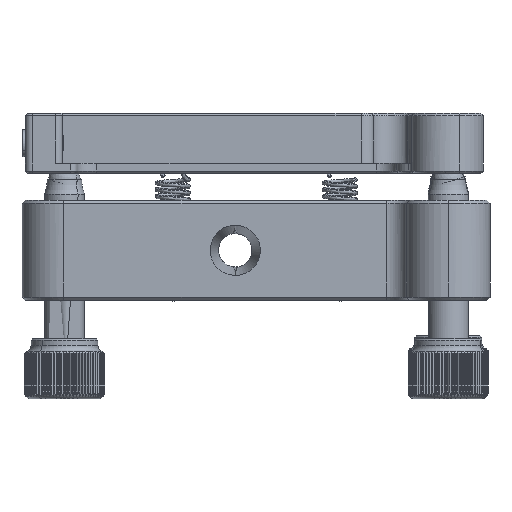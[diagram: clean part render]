
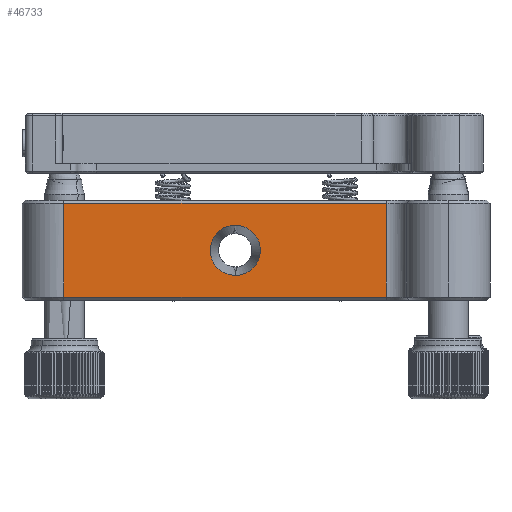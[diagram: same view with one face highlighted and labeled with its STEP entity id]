
A CAD part, left-side view. The second image highlights one B-rep face of the part: STEP entity #46733.
In plain terms, the highlighted planar face has unit normal (-1, 0, 0).
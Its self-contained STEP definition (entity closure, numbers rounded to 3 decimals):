
#570 = PLANE ( 'NONE',  #47247 ) ;
#886 = FACE_OUTER_BOUND ( 'NONE', #47725, .T. ) ;
#1796 = B_SPLINE_CURVE_WITH_KNOTS ( 'NONE', 3,
 ( #39795, #35668, #45829, #45203 ),
 .UNSPECIFIED., .F., .F.,
 ( 4, 4 ),
 ( 0., 1. ),
 .UNSPECIFIED. ) ;
#2499 = CARTESIAN_POINT ( 'NONE',  ( -12.5, 40.405, 4.501 ) ) ;
#2765 = CARTESIAN_POINT ( 'NONE',  ( -12.5, 63.75, 0.5 ) ) ;
#3076 = CARTESIAN_POINT ( 'NONE',  ( -12.5, 31.583, 0.5 ) ) ;
#3177 = CARTESIAN_POINT ( 'NONE',  ( -12.5, 38.1, 3.75 ) ) ;
#3488 = CARTESIAN_POINT ( 'NONE',  ( -12.5, 38.1, 11.25 ) ) ;
#3742 = CARTESIAN_POINT ( 'NONE',  ( -12.5, 41.752, 8.482 ) ) ;
#3806 = CARTESIAN_POINT ( 'NONE',  ( -12.5, 34.35, 7.009 ) ) ;
#4653 = ORIENTED_EDGE ( 'NONE', *, *, #54780, .F. ) ;
#5156 = EDGE_LOOP ( 'NONE', ( #27504, #45353 ) ) ;
#6464 = VERTEX_POINT ( 'NONE', #24154 ) ;
#7568 = CARTESIAN_POINT ( 'NONE',  ( -12.5, 47.667, 14.5 ) ) ;
#9512 = CARTESIAN_POINT ( 'NONE',  ( -12.5, 38.1, 3.75 ) ) ;
#9546 = CARTESIAN_POINT ( 'NONE',  ( -12.5, 36.211, 4.223 ) ) ;
#9979 = B_SPLINE_CURVE_WITH_KNOTS ( 'NONE', 3,
 ( #2765, #46614, #11718, #36462 ),
 .UNSPECIFIED., .F., .F.,
 ( 4, 4 ),
 ( 0., 1. ),
 .UNSPECIFIED. ) ;
#11176 = EDGE_CURVE ( 'NONE', #61610, #43028, #27691, .T. ) ;
#11410 = DIRECTION ( 'NONE',  ( 0., 1., 0. ) ) ;
#11718 = CARTESIAN_POINT ( 'NONE',  ( -12.5, 63.75, 9.833 ) ) ;
#12349 = CARTESIAN_POINT ( 'NONE',  ( -12.5, 63.75, 14.5 ) ) ;
#13064 = CARTESIAN_POINT ( 'NONE',  ( -12.5, 37.118, 11.152 ) ) ;
#13366 = CARTESIAN_POINT ( 'NONE',  ( -12.5, 34.823, 9.389 ) ) ;
#16479 = CARTESIAN_POINT ( 'NONE',  ( -12.5, 31.583, 14.5 ) ) ;
#17141 = CARTESIAN_POINT ( 'NONE',  ( -12.5, 41.099, 5.195 ) ) ;
#17203 = CARTESIAN_POINT ( 'NONE',  ( -12.5, 37.118, 3.848 ) ) ;
#17456 = CARTESIAN_POINT ( 'NONE',  ( -12.5, 41.752, 6.518 ) ) ;
#17831 = EDGE_CURVE ( 'NONE', #43028, #61610, #27938, .T. ) ;
#17884 = CARTESIAN_POINT ( 'NONE',  ( -12.5, 15.5, 14.5 ) ) ;
#18085 = CARTESIAN_POINT ( 'NONE',  ( -12.5, 41.377, 5.611 ) ) ;
#18160 = B_SPLINE_CURVE_WITH_KNOTS ( 'NONE', 3,
 ( #51710, #42460, #3076, #22199 ),
 .UNSPECIFIED., .F., .F.,
 ( 4, 4 ),
 ( 0., 1. ),
 .UNSPECIFIED. ) ;
#19859 = VERTEX_POINT ( 'NONE', #22390 ) ;
#20296 = FACE_BOUND ( 'NONE', #5156, .T. ) ;
#21762 = EDGE_CURVE ( 'NONE', #37666, #6464, #9979, .T. ) ;
#22199 = CARTESIAN_POINT ( 'NONE',  ( -12.5, 15.5, 0.5 ) ) ;
#22390 = CARTESIAN_POINT ( 'NONE',  ( -12.5, 15.5, 0.5 ) ) ;
#22599 = CARTESIAN_POINT ( 'NONE',  ( -12.5, 37.609, 3.75 ) ) ;
#23219 = CARTESIAN_POINT ( 'NONE',  ( -12.5, 35.795, 10.499 ) ) ;
#23841 = CARTESIAN_POINT ( 'NONE',  ( -12.5, 34.448, 6.518 ) ) ;
#24154 = CARTESIAN_POINT ( 'NONE',  ( -12.5, 63.75, 14.5 ) ) ;
#24156 = CARTESIAN_POINT ( 'NONE',  ( -12.5, 37.609, 11.25 ) ) ;
#26959 = CARTESIAN_POINT ( 'NONE',  ( -12.5, 15.5, 14.5 ) ) ;
#27504 = ORIENTED_EDGE ( 'NONE', *, *, #11176, .F. ) ;
#27691 = B_SPLINE_CURVE_WITH_KNOTS ( 'NONE', 3,
 ( #3177, #22599, #17203, #9546, #38121, #61691, #47035, #23841, #3806, #33352, #33665, #13366, #28281, #23219, #62937, #13064, #24156, #3488 ),
 .UNSPECIFIED., .F., .F.,
 ( 4, 2, 2, 2, 2, 2, 2, 2, 4 ),
 ( 0., 0.125, 0.25, 0.375, 0.5, 0.625, 0.75, 0.875, 1. ),
 .UNSPECIFIED. ) ;
#27938 = B_SPLINE_CURVE_WITH_KNOTS ( 'NONE', 3,
 ( #32044, #41258, #51135, #41872, #60697, #47286, #46046, #3742, #31420, #46664, #17456, #18085, #17141, #2499, #40938, #61632, #36513, #31734 ),
 .UNSPECIFIED., .F., .F.,
 ( 4, 2, 2, 2, 2, 2, 2, 2, 4 ),
 ( 0., 0.125, 0.25, 0.375, 0.5, 0.625, 0.75, 0.875, 1. ),
 .UNSPECIFIED. ) ;
#28281 = CARTESIAN_POINT ( 'NONE',  ( -12.5, 35.101, 9.805 ) ) ;
#29081 = ORIENTED_EDGE ( 'NONE', *, *, #44590, .T. ) ;
#30125 = DIRECTION ( 'NONE',  ( 1., 0., 0. ) ) ;
#31420 = CARTESIAN_POINT ( 'NONE',  ( -12.5, 41.85, 7.991 ) ) ;
#31734 = CARTESIAN_POINT ( 'NONE',  ( -12.5, 38.1, 3.75 ) ) ;
#32044 = CARTESIAN_POINT ( 'NONE',  ( -12.5, 38.1, 11.25 ) ) ;
#33352 = CARTESIAN_POINT ( 'NONE',  ( -12.5, 34.35, 7.991 ) ) ;
#33665 = CARTESIAN_POINT ( 'NONE',  ( -12.5, 34.448, 8.482 ) ) ;
#35668 = CARTESIAN_POINT ( 'NONE',  ( -12.5, 15.5, 5.167 ) ) ;
#35737 = CARTESIAN_POINT ( 'NONE',  ( -12.5, 38.1, 11.25 ) ) ;
#36462 = CARTESIAN_POINT ( 'NONE',  ( -12.5, 63.75, 14.5 ) ) ;
#36513 = CARTESIAN_POINT ( 'NONE',  ( -12.5, 38.591, 3.75 ) ) ;
#37666 = VERTEX_POINT ( 'NONE', #54823 ) ;
#38121 = CARTESIAN_POINT ( 'NONE',  ( -12.5, 35.795, 4.501 ) ) ;
#39329 = CARTESIAN_POINT ( 'NONE',  ( -12.5, 63.75, 15. ) ) ;
#39795 = CARTESIAN_POINT ( 'NONE',  ( -12.5, 15.5, 0.5 ) ) ;
#39876 = VERTEX_POINT ( 'NONE', #17884 ) ;
#40938 = CARTESIAN_POINT ( 'NONE',  ( -12.5, 39.989, 4.223 ) ) ;
#41258 = CARTESIAN_POINT ( 'NONE',  ( -12.5, 38.591, 11.25 ) ) ;
#41872 = CARTESIAN_POINT ( 'NONE',  ( -12.5, 39.989, 10.777 ) ) ;
#42460 = CARTESIAN_POINT ( 'NONE',  ( -12.5, 47.667, 0.5 ) ) ;
#43028 = VERTEX_POINT ( 'NONE', #35737 ) ;
#44590 = EDGE_CURVE ( 'NONE', #19859, #39876, #1796, .T. ) ;
#45203 = CARTESIAN_POINT ( 'NONE',  ( -12.5, 15.5, 14.5 ) ) ;
#45353 = ORIENTED_EDGE ( 'NONE', *, *, #17831, .F. ) ;
#45829 = CARTESIAN_POINT ( 'NONE',  ( -12.5, 15.5, 9.833 ) ) ;
#46046 = CARTESIAN_POINT ( 'NONE',  ( -12.5, 41.377, 9.389 ) ) ;
#46189 = B_SPLINE_CURVE_WITH_KNOTS ( 'NONE', 3,
 ( #12349, #7568, #16479, #26959 ),
 .UNSPECIFIED., .F., .F.,
 ( 4, 4 ),
 ( 0., 1. ),
 .UNSPECIFIED. ) ;
#46614 = CARTESIAN_POINT ( 'NONE',  ( -12.5, 63.75, 5.167 ) ) ;
#46664 = CARTESIAN_POINT ( 'NONE',  ( -12.5, 41.85, 7.009 ) ) ;
#46733 = ADVANCED_FACE ( 'NONE', ( #886, #20296 ), #570, .F. ) ;
#47035 = CARTESIAN_POINT ( 'NONE',  ( -12.5, 34.823, 5.611 ) ) ;
#47247 = AXIS2_PLACEMENT_3D ( 'NONE', #39329, #30125, #11410 ) ;
#47286 = CARTESIAN_POINT ( 'NONE',  ( -12.5, 41.099, 9.805 ) ) ;
#47725 = EDGE_LOOP ( 'NONE', ( #4653, #57202, #51664, #29081 ) ) ;
#49409 = EDGE_CURVE ( 'NONE', #37666, #19859, #18160, .T. ) ;
#51135 = CARTESIAN_POINT ( 'NONE',  ( -12.5, 39.082, 11.152 ) ) ;
#51664 = ORIENTED_EDGE ( 'NONE', *, *, #49409, .T. ) ;
#51710 = CARTESIAN_POINT ( 'NONE',  ( -12.5, 63.75, 0.5 ) ) ;
#54780 = EDGE_CURVE ( 'NONE', #6464, #39876, #46189, .T. ) ;
#54823 = CARTESIAN_POINT ( 'NONE',  ( -12.5, 63.75, 0.5 ) ) ;
#57202 = ORIENTED_EDGE ( 'NONE', *, *, #21762, .F. ) ;
#60697 = CARTESIAN_POINT ( 'NONE',  ( -12.5, 40.405, 10.499 ) ) ;
#61610 = VERTEX_POINT ( 'NONE', #9512 ) ;
#61632 = CARTESIAN_POINT ( 'NONE',  ( -12.5, 39.082, 3.848 ) ) ;
#61691 = CARTESIAN_POINT ( 'NONE',  ( -12.5, 35.101, 5.195 ) ) ;
#62937 = CARTESIAN_POINT ( 'NONE',  ( -12.5, 36.211, 10.777 ) ) ;
